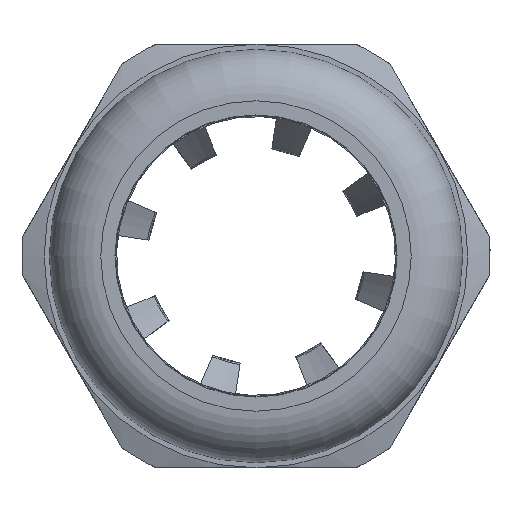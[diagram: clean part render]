
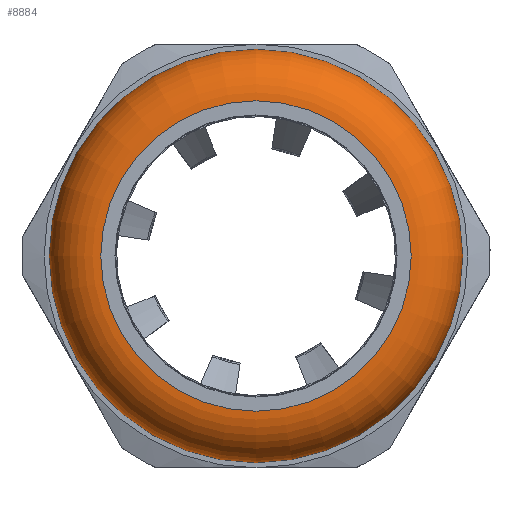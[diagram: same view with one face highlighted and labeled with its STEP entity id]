
A CAD part, left-side view. The second image highlights one B-rep face of the part: STEP entity #8884.
In plain terms, the highlighted toroidal (fillet/blend) face has major radius 21.24 mm and minor radius 7.06 mm.
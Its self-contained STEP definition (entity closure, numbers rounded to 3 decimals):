
#66=TOROIDAL_SURFACE('',#9506,21.24,7.06);
#175=FACE_BOUND('',#1594,.T.);
#522=CIRCLE('',#9503,21.24);
#524=CIRCLE('',#9507,28.3);
#1069=FACE_OUTER_BOUND('',#1593,.T.);
#1593=EDGE_LOOP('',(#6037));
#1594=EDGE_LOOP('',(#6038));
#3597=VERTEX_POINT('',#15884);
#3599=VERTEX_POINT('',#15890);
#4561=EDGE_CURVE('',#3597,#3597,#522,.T.);
#4563=EDGE_CURVE('',#3599,#3599,#524,.T.);
#6037=ORIENTED_EDGE('',*,*,#4561,.T.);
#6038=ORIENTED_EDGE('',*,*,#4563,.F.);
#8884=ADVANCED_FACE('',(#1069,#175),#66,.T.);
#9503=AXIS2_PLACEMENT_3D('',#15885,#10643,#10644);
#9506=AXIS2_PLACEMENT_3D('',#15889,#10649,#10650);
#9507=AXIS2_PLACEMENT_3D('',#15891,#10651,#10652);
#10643=DIRECTION('center_axis',(1.,0.,0.));
#10644=DIRECTION('ref_axis',(0.,0.,-1.));
#10649=DIRECTION('center_axis',(1.,0.,0.));
#10650=DIRECTION('ref_axis',(0.,0.,-1.));
#10651=DIRECTION('center_axis',(1.,0.,0.));
#10652=DIRECTION('ref_axis',(0.,0.,-1.));
#15884=CARTESIAN_POINT('',(-29.06,21.24,0.));
#15885=CARTESIAN_POINT('Origin',(-29.06,0.,0.));
#15889=CARTESIAN_POINT('Origin',(-22.,0.,0.));
#15890=CARTESIAN_POINT('',(-22.,28.3,0.));
#15891=CARTESIAN_POINT('Origin',(-22.,0.,0.));
